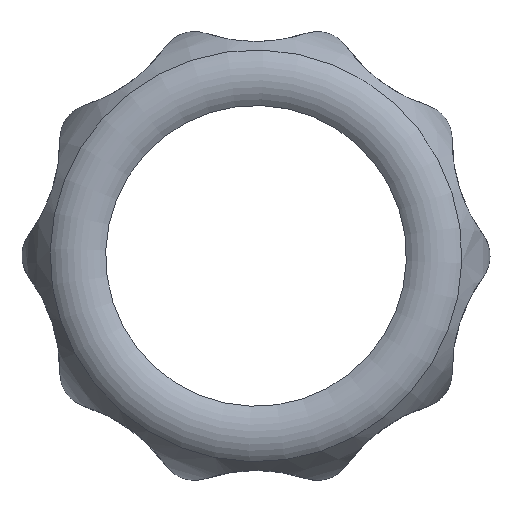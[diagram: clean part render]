
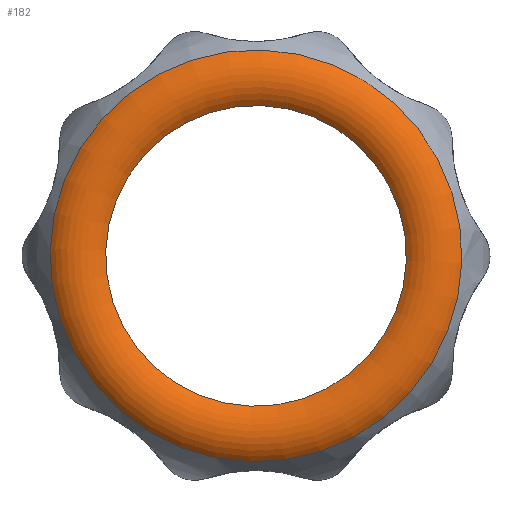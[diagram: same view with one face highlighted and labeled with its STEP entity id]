
A CAD part, top view. The second image highlights one B-rep face of the part: STEP entity #182.
In plain terms, the highlighted toroidal (fillet/blend) face has major radius 39.5 mm and minor radius 9 mm.
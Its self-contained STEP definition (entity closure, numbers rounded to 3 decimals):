
#182 = ADVANCED_FACE( '', ( #2496, #2497 ), #2498, .T. );
#2496 = FACE_OUTER_BOUND( '', #6927, .T. );
#2497 = FACE_OUTER_BOUND( '', #6928, .T. );
#2498 = TOROIDAL_SURFACE( '', #6929, 39.5, 9. );
#6927 = EDGE_LOOP( '', ( #13858 ) );
#6928 = EDGE_LOOP( '', ( #13859 ) );
#6929 = AXIS2_PLACEMENT_3D( '', #13860, #13861, #13862 );
#13858 = ORIENTED_EDGE( '', *, *, #32670, .F. );
#13859 = ORIENTED_EDGE( '', *, *, #30509, .T. );
#13860 = CARTESIAN_POINT( '', ( 0., 0., 17. ) );
#13861 = DIRECTION( '', ( 0., 0., 1. ) );
#13862 = DIRECTION( '', ( 0.951, 0.309, 0. ) );
#30509 = EDGE_CURVE( '', #36951, #36951, #36952, .T. );
#32670 = EDGE_CURVE( '', #41172, #41172, #41173, .T. );
#36951 = VERTEX_POINT( '', #47689 );
#36952 = CIRCLE( '', #47690, 45.864 );
#41172 = VERTEX_POINT( '', #59073 );
#41173 = CIRCLE( '', #59074, 33.5 );
#47689 = CARTESIAN_POINT( '', ( 43.619, 14.173, 23.364 ) );
#47690 = AXIS2_PLACEMENT_3D( '', #75302, #75303, #75304 );
#59073 = CARTESIAN_POINT( '', ( 31.86, 10.352, 23.708 ) );
#59074 = AXIS2_PLACEMENT_3D( '', #75684, #75685, #75686 );
#75302 = CARTESIAN_POINT( '', ( 0., 0., 23.364 ) );
#75303 = DIRECTION( '', ( 0., 0., 1. ) );
#75304 = DIRECTION( '', ( 0.951, 0.309, 0. ) );
#75684 = CARTESIAN_POINT( '', ( 0., 0., 23.708 ) );
#75685 = DIRECTION( '', ( 0., 0., 1. ) );
#75686 = DIRECTION( '', ( 0.951, 0.309, 0. ) );
